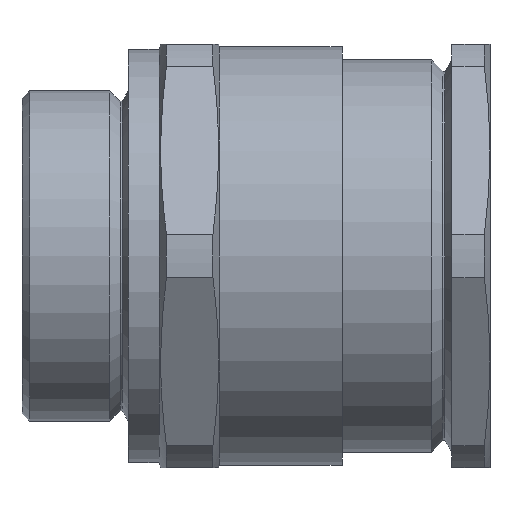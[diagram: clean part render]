
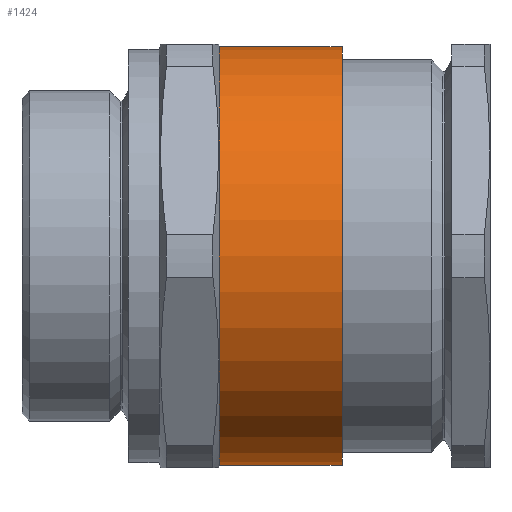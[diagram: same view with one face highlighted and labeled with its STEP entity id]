
A CAD part, front view. The second image highlights one B-rep face of the part: STEP entity #1424.
In plain terms, the highlighted cylindrical face has radius 20.275 mm (diameter 40.55 mm), a partial arc.
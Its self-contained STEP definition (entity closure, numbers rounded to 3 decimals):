
#48 = CARTESIAN_POINT ( 'NONE',  ( 19.1, 0., -20.275 ) ) ;
#1117 = ORIENTED_EDGE ( 'NONE', *, *, #11627, .T. ) ;
#1424 = ADVANCED_FACE ( 'NONE', ( #15334 ), #14388, .T. ) ;
#1517 = CARTESIAN_POINT ( 'NONE',  ( 31., 0., 0. ) ) ;
#1568 = DIRECTION ( 'NONE',  ( 0., 0., -1. ) ) ;
#1640 = LINE ( 'NONE', #6022, #3747 ) ;
#2172 = CARTESIAN_POINT ( 'NONE',  ( 19.1, 0., 0. ) ) ;
#3256 = ORIENTED_EDGE ( 'NONE', *, *, #10860, .F. ) ;
#3456 = DIRECTION ( 'NONE',  ( 0., 0., -1. ) ) ;
#3747 = VECTOR ( 'NONE', #11004, 1000. ) ;
#4857 = DIRECTION ( 'NONE',  ( 1., 0., 0. ) ) ;
#4958 = EDGE_LOOP ( 'NONE', ( #12300, #5130, #1117, #3256 ) ) ;
#5127 = AXIS2_PLACEMENT_3D ( 'NONE', #1517, #11263, #7532 ) ;
#5130 = ORIENTED_EDGE ( 'NONE', *, *, #10745, .T. ) ;
#5464 = VECTOR ( 'NONE', #4857, 1000. ) ;
#5880 = VERTEX_POINT ( 'NONE', #10864 ) ;
#5924 = CARTESIAN_POINT ( 'NONE',  ( 31., 0., -20.275 ) ) ;
#6022 = CARTESIAN_POINT ( 'NONE',  ( 31., 0., 20.275 ) ) ;
#6277 = DIRECTION ( 'NONE',  ( 1., 0., 0. ) ) ;
#7532 = DIRECTION ( 'NONE',  ( 0., 0., -1. ) ) ;
#8226 = AXIS2_PLACEMENT_3D ( 'NONE', #2172, #14265, #3456 ) ;
#8740 = CARTESIAN_POINT ( 'NONE',  ( 31., 0., -20.275 ) ) ;
#10745 = EDGE_CURVE ( 'NONE', #15400, #15233, #11340, .T. ) ;
#10811 = EDGE_CURVE ( 'NONE', #15400, #5880, #1640, .T. ) ;
#10860 = EDGE_CURVE ( 'NONE', #5880, #12168, #15551, .T. ) ;
#10864 = CARTESIAN_POINT ( 'NONE',  ( 31., 0., 20.275 ) ) ;
#11004 = DIRECTION ( 'NONE',  ( 1., 0., 0. ) ) ;
#11263 = DIRECTION ( 'NONE',  ( 1., 0., 0. ) ) ;
#11340 = CIRCLE ( 'NONE', #8226, 20.275 ) ;
#11458 = CARTESIAN_POINT ( 'NONE',  ( 19.1, 0., 20.275 ) ) ;
#11627 = EDGE_CURVE ( 'NONE', #15233, #12168, #13454, .T. ) ;
#12168 = VERTEX_POINT ( 'NONE', #8740 ) ;
#12300 = ORIENTED_EDGE ( 'NONE', *, *, #10811, .F. ) ;
#12601 = AXIS2_PLACEMENT_3D ( 'NONE', #13596, #6277, #1568 ) ;
#13454 = LINE ( 'NONE', #5924, #5464 ) ;
#13596 = CARTESIAN_POINT ( 'NONE',  ( 31., 0., 0. ) ) ;
#14265 = DIRECTION ( 'NONE',  ( 1., 0., 0. ) ) ;
#14388 = CYLINDRICAL_SURFACE ( 'NONE', #5127, 20.275 ) ;
#15233 = VERTEX_POINT ( 'NONE', #48 ) ;
#15334 = FACE_OUTER_BOUND ( 'NONE', #4958, .T. ) ;
#15400 = VERTEX_POINT ( 'NONE', #11458 ) ;
#15551 = CIRCLE ( 'NONE', #12601, 20.275 ) ;
